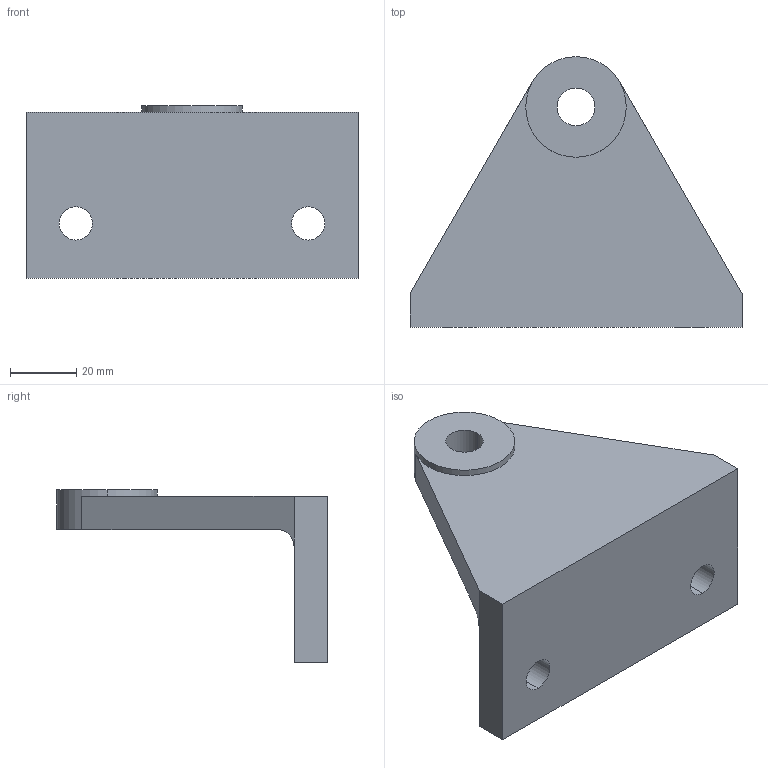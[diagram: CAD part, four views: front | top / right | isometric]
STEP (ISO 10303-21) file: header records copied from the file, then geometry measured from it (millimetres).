
FILE_DESCRIPTION((''),'2;1');
FILE_NAME('BUNG_STATIK_10','2022-04-26T20:22:01',('43664'),(''),'CREO PARAMETRIC BY PTC INC, 2020342','CREO PARAMETRIC BY PTC INC, 2020342','');
FILE_SCHEMA(('CONFIG_CONTROL_DESIGN'));
Length unit declared in the file: millimetre
Products named in the file (1): BUNG_STATIK_10
Bounding box: 100 x 81.46 x 52 mm (x, y, z)
Volume: 90906.7 mm3; surface area: 22664.4 mm2
Topology: 1 solids, 1 shells, 19 faces, 49 edges, 32 vertices
Faces by surface type: plane 10, cylinder 9
Entity records: 645 total; most frequent: CARTESIAN_POINT 114, DIRECTION 103, ORIENTED_EDGE 98, EDGE_CURVE 49, AXIS2_PLACEMENT_3D 37, VERTEX_POINT 32, VECTOR 29, LINE 29
